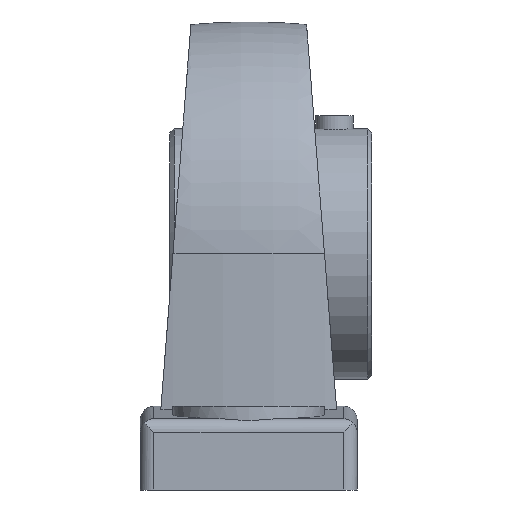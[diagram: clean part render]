
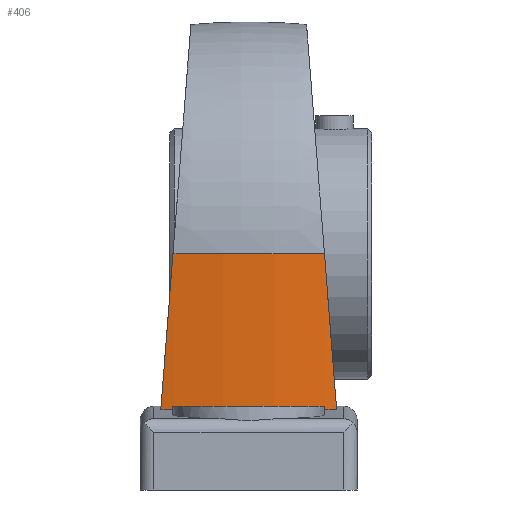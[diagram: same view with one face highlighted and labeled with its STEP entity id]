
A CAD part, front view. The second image highlights one B-rep face of the part: STEP entity #406.
In plain terms, the highlighted cylindrical face has radius 203.173 mm (diameter 406.346 mm), a partial arc.
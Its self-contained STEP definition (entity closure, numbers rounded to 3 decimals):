
#132 = CARTESIAN_POINT ( 'NONE',  ( -24.5, -73.317, -49.2 ) ) ;
#380 = DIRECTION ( 'NONE',  ( -1., 0., 0. ) ) ;
#406 = ADVANCED_FACE ( 'NONE', ( #5881 ), #4756, .T. ) ;
#437 = AXIS2_PLACEMENT_3D ( 'NONE', #5401, #2852, #4613 ) ;
#559 = VERTEX_POINT ( 'NONE', #7862 ) ;
#583 = CARTESIAN_POINT ( 'NONE',  ( -28.364, -72.81, -50.264 ) ) ;
#610 = CARTESIAN_POINT ( 'NONE',  ( -27.056, -72.995, -33.531 ) ) ;
#623 = EDGE_CURVE ( 'NONE', #8703, #559, #6870, .T. ) ;
#675 = ORIENTED_EDGE ( 'NONE', *, *, #6650, .T. ) ;
#774 = EDGE_CURVE ( 'NONE', #9327, #10676, #6618, .T. ) ;
#845 = LINE ( 'NONE', #4980, #7172 ) ;
#861 = CARTESIAN_POINT ( 'NONE',  ( 25.745, -73.167, -16.776 ) ) ;
#1377 = CIRCLE ( 'NONE', #1924, 203.173 ) ;
#1410 = DIRECTION ( 'NONE',  ( 0., 0., 1. ) ) ;
#1415 = ORIENTED_EDGE ( 'NONE', *, *, #774, .T. ) ;
#1466 = CARTESIAN_POINT ( 'NONE',  ( -25.745, -73.167, -16.776 ) ) ;
#1696 = DIRECTION ( 'NONE',  ( -1., 0., 0. ) ) ;
#1833 = EDGE_LOOP ( 'NONE', ( #9097, #2080, #8485, #5560, #6396, #675, #1415, #3885 ) ) ;
#1924 = AXIS2_PLACEMENT_3D ( 'NONE', #4871, #1410, #380 ) ;
#2016 = EDGE_CURVE ( 'NONE', #6053, #8703, #1377, .T. ) ;
#2080 = ORIENTED_EDGE ( 'NONE', *, *, #2016, .T. ) ;
#2130 = EDGE_CURVE ( 'NONE', #7908, #6053, #845, .T. ) ;
#2363 = AXIS2_PLACEMENT_3D ( 'NONE', #9495, #6752, #1696 ) ;
#2852 = DIRECTION ( 'NONE',  ( 0., 0., 1. ) ) ;
#3158 = CARTESIAN_POINT ( 'NONE',  ( 27.078, -72.992, -50.274 ) ) ;
#3238 = CARTESIAN_POINT ( 'NONE',  ( 27.056, -72.995, -33.531 ) ) ;
#3296 = CARTESIAN_POINT ( 'NONE',  ( 24.433, -73.326, 0. ) ) ;
#3557 = VECTOR ( 'NONE', #7153, 1000. ) ;
#3801 = CARTESIAN_POINT ( 'NONE',  ( -25.79, -73.161, -50.283 ) ) ;
#3885 = ORIENTED_EDGE ( 'NONE', *, *, #6444, .F. ) ;
#4613 = DIRECTION ( 'NONE',  ( -1., 0., 0. ) ) ;
#4739 = CARTESIAN_POINT ( 'NONE',  ( -24.433, -73.326, 0. ) ) ;
#4756 = CYLINDRICAL_SURFACE ( 'NONE', #437, 203.173 ) ;
#4833 = CARTESIAN_POINT ( 'NONE',  ( -24.5, -73.317, -50.291 ) ) ;
#4871 = CARTESIAN_POINT ( 'NONE',  ( 0., 128.373, -49.2 ) ) ;
#4980 = CARTESIAN_POINT ( 'NONE',  ( -24.5, -73.317, -49.784 ) ) ;
#5401 = CARTESIAN_POINT ( 'NONE',  ( 0., 128.373, -51.2 ) ) ;
#5560 = ORIENTED_EDGE ( 'NONE', *, *, #9950, .F. ) ;
#5567 = CARTESIAN_POINT ( 'NONE',  ( 24.433, -73.326, 0. ) ) ;
#5723 = CARTESIAN_POINT ( 'NONE',  ( -28.364, -72.81, -50.264 ) ) ;
#5881 = FACE_OUTER_BOUND ( 'NONE', #1833, .T. ) ;
#6053 = VERTEX_POINT ( 'NONE', #132 ) ;
#6357 = CIRCLE ( 'NONE', #2363, 203.173 ) ;
#6396 = ORIENTED_EDGE ( 'NONE', *, *, #7351, .T. ) ;
#6444 = EDGE_CURVE ( 'NONE', #7908, #10676, #9100, .T. ) ;
#6455 = CARTESIAN_POINT ( 'NONE',  ( -24.433, -73.326, 0. ) ) ;
#6618 =( BOUNDED_CURVE ( )  B_SPLINE_CURVE ( 3, ( #6455, #1466, #610, #5723 ),
 .UNSPECIFIED., .F., .T. ) 
 B_SPLINE_CURVE_WITH_KNOTS ( ( 4, 4 ),
 ( 4.833, 4.852 ),
 .UNSPECIFIED. ) 
 CURVE ( )  GEOMETRIC_REPRESENTATION_ITEM ( )  RATIONAL_B_SPLINE_CURVE ( ( 1., 1., 1., 1. ) ) 
 REPRESENTATION_ITEM ( '' )  );
#6650 = EDGE_CURVE ( 'NONE', #7299, #9327, #6357, .T. ) ;
#6752 = DIRECTION ( 'NONE',  ( 0., 0., -1. ) ) ;
#6870 = LINE ( 'NONE', #9830, #3557 ) ;
#7112 = VERTEX_POINT ( 'NONE', #9513 ) ;
#7153 = DIRECTION ( 'NONE',  ( 0., 0., -1. ) ) ;
#7172 = VECTOR ( 'NONE', #9600, 1000. ) ;
#7299 = VERTEX_POINT ( 'NONE', #5567 ) ;
#7327 = CARTESIAN_POINT ( 'NONE',  ( -27.078, -72.992, -50.274 ) ) ;
#7351 = EDGE_CURVE ( 'NONE', #7112, #7299, #8969, .T. ) ;
#7503 =( BOUNDED_CURVE ( )  B_SPLINE_CURVE ( 3, ( #9882, #3158, #9145, #8235 ),
 .UNSPECIFIED., .F., .T. ) 
 B_SPLINE_CURVE_WITH_KNOTS ( ( 4, 4 ),
 ( 6.143, 6.162 ),
 .UNSPECIFIED. ) 
 CURVE ( )  GEOMETRIC_REPRESENTATION_ITEM ( )  RATIONAL_B_SPLINE_CURVE ( ( 1., 1., 1., 1. ) ) 
 REPRESENTATION_ITEM ( '' )  );
#7862 = CARTESIAN_POINT ( 'NONE',  ( 24.5, -73.317, -50.291 ) ) ;
#7908 = VERTEX_POINT ( 'NONE', #4833 ) ;
#8235 = CARTESIAN_POINT ( 'NONE',  ( 24.5, -73.317, -50.291 ) ) ;
#8485 = ORIENTED_EDGE ( 'NONE', *, *, #623, .T. ) ;
#8703 = VERTEX_POINT ( 'NONE', #9713 ) ;
#8969 =( BOUNDED_CURVE ( )  B_SPLINE_CURVE ( 3, ( #11077, #3238, #861, #3296 ),
 .UNSPECIFIED., .F., .T. ) 
 B_SPLINE_CURVE_WITH_KNOTS ( ( 4, 4 ),
 ( 4.572, 4.592 ),
 .UNSPECIFIED. ) 
 CURVE ( )  GEOMETRIC_REPRESENTATION_ITEM ( )  RATIONAL_B_SPLINE_CURVE ( ( 1., 1., 1., 1. ) ) 
 REPRESENTATION_ITEM ( '' )  );
#9097 = ORIENTED_EDGE ( 'NONE', *, *, #2130, .T. ) ;
#9100 =( BOUNDED_CURVE ( )  B_SPLINE_CURVE ( 3, ( #9951, #3801, #7327, #9841 ),
 .UNSPECIFIED., .F., .T. ) 
 B_SPLINE_CURVE_WITH_KNOTS ( ( 4, 4 ),
 ( 0.121, 0.14 ),
 .UNSPECIFIED. ) 
 CURVE ( )  GEOMETRIC_REPRESENTATION_ITEM ( )  RATIONAL_B_SPLINE_CURVE ( ( 1., 1., 1., 1. ) ) 
 REPRESENTATION_ITEM ( '' )  );
#9145 = CARTESIAN_POINT ( 'NONE',  ( 25.79, -73.161, -50.283 ) ) ;
#9327 = VERTEX_POINT ( 'NONE', #4739 ) ;
#9495 = CARTESIAN_POINT ( 'NONE',  ( 0., 128.373, 0. ) ) ;
#9513 = CARTESIAN_POINT ( 'NONE',  ( 28.364, -72.81, -50.264 ) ) ;
#9600 = DIRECTION ( 'NONE',  ( 0., 0., 1. ) ) ;
#9713 = CARTESIAN_POINT ( 'NONE',  ( 24.5, -73.317, -49.2 ) ) ;
#9830 = CARTESIAN_POINT ( 'NONE',  ( 24.5, -73.317, -49.784 ) ) ;
#9841 = CARTESIAN_POINT ( 'NONE',  ( -28.364, -72.81, -50.264 ) ) ;
#9882 = CARTESIAN_POINT ( 'NONE',  ( 28.364, -72.81, -50.264 ) ) ;
#9950 = EDGE_CURVE ( 'NONE', #7112, #559, #7503, .T. ) ;
#9951 = CARTESIAN_POINT ( 'NONE',  ( -24.5, -73.317, -50.291 ) ) ;
#10676 = VERTEX_POINT ( 'NONE', #583 ) ;
#11077 = CARTESIAN_POINT ( 'NONE',  ( 28.364, -72.81, -50.264 ) ) ;
